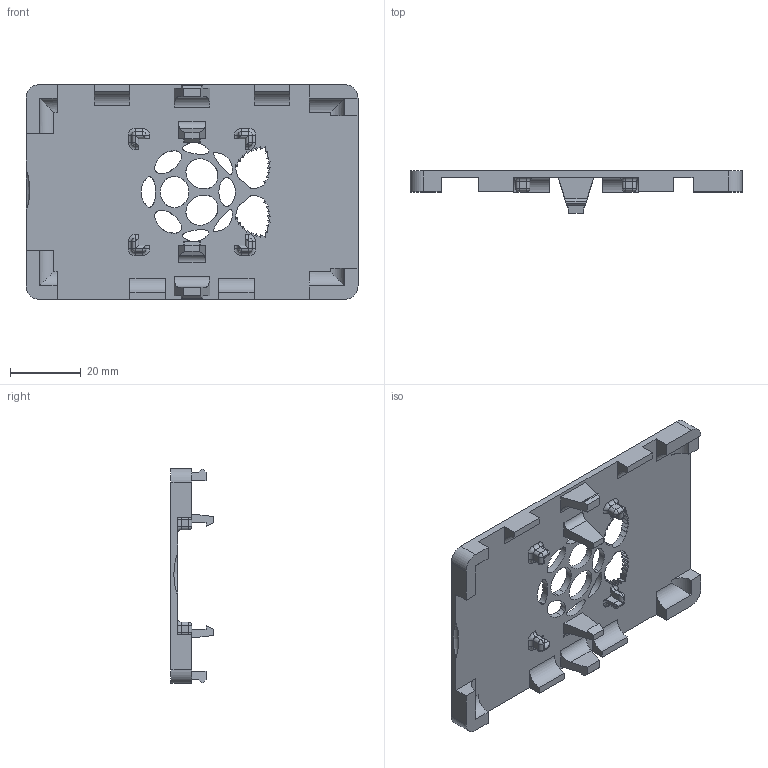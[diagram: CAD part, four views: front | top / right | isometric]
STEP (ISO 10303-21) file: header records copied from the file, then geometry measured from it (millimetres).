
FILE_DESCRIPTION (( 'STEP AP214' ), '1' );
FILE_NAME ('Lid.STEP', '2020-03-19T00:10:50', ( '' ), ( '' ), 'SwSTEP 2.0', 'SolidWorks 2019', '' );
FILE_SCHEMA (( 'AUTOMOTIVE_DESIGN' ));
Length unit declared in the file: millimetre
Products named in the file (1): Lid
Bounding box: 93.6 x 11.9 x 60.6 mm (x, y, z)
Volume: 12280.7 mm3; surface area: 13201.8 mm2
Topology: 1 solids, 1 shells, 291 faces, 780 edges, 485 vertices
Faces by surface type: bspline 104, plane 87, cylinder 75, torus 13, sphere 12
Entity records: 9337 total; most frequent: CARTESIAN_POINT 2815, ORIENTED_EDGE 1532, DIRECTION 1035, EDGE_CURVE 766, VERTEX_POINT 485, VECTOR 409, LINE 409, EDGE_LOOP 325
